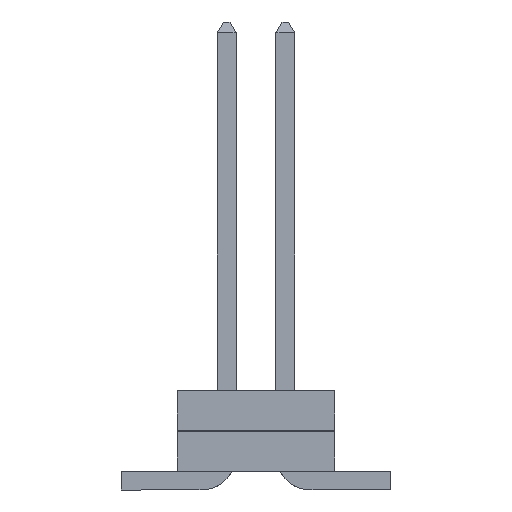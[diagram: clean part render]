
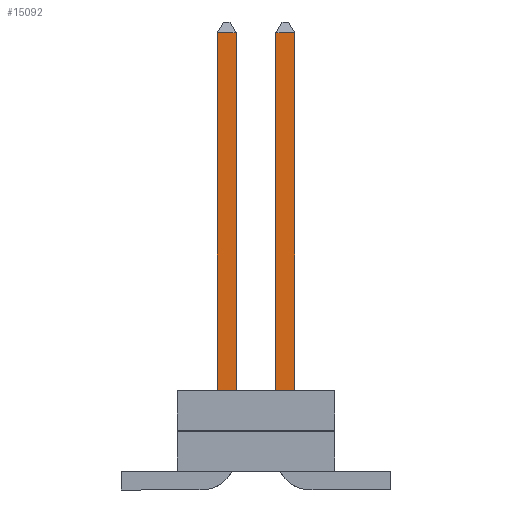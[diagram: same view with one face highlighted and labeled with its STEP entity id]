
A CAD part, left-side view. The second image highlights one B-rep face of the part: STEP entity #15092.
In plain terms, the highlighted planar face has unit normal (-1, 0, 0).
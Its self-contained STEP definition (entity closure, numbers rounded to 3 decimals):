
#221 = VERTEX_POINT('',#222);
#222 = CARTESIAN_POINT('',(-31.318,9.525,0.838));
#2183 = VERTEX_POINT('',#2184);
#2184 = CARTESIAN_POINT('',(-31.318,9.525,-0.838));
#5660 = VERTEX_POINT('',#5661);
#5661 = CARTESIAN_POINT('',(-31.318,9.525,-0.432));
#7181 = VERTEX_POINT('',#7182);
#7182 = CARTESIAN_POINT('',(-31.318,9.525,0.432));
#10265 = EDGE_CURVE('',#221,#10266,#10268,.T.);
#10266 = VERTEX_POINT('',#10267);
#10267 = CARTESIAN_POINT('',(-31.318,0.301,0.838));
#10268 = LINE('',#10269,#10270);
#10269 = CARTESIAN_POINT('',(-31.318,9.525,0.838));
#10270 = VECTOR('',#10271,1.);
#10271 = DIRECTION('',(0.,-1.,0.));
#11423 = EDGE_CURVE('',#10266,#11424,#11426,.T.);
#11424 = VERTEX_POINT('',#11425);
#11425 = CARTESIAN_POINT('',(-31.318,0.301,-0.838));
#11426 = LINE('',#11427,#11428);
#11427 = CARTESIAN_POINT('',(-31.318,0.301,0.838));
#11428 = VECTOR('',#11429,1.);
#11429 = DIRECTION('',(0.,0.,-1.));
#12588 = EDGE_CURVE('',#11424,#2183,#12589,.T.);
#12589 = LINE('',#12590,#12591);
#12590 = CARTESIAN_POINT('',(-31.318,0.301,-0.838));
#12591 = VECTOR('',#12592,1.);
#12592 = DIRECTION('',(0.,1.,0.));
#12705 = EDGE_CURVE('',#5660,#12706,#12708,.T.);
#12706 = VERTEX_POINT('',#12707);
#12707 = CARTESIAN_POINT('',(-31.318,0.555,-0.432));
#12708 = LINE('',#12709,#12710);
#12709 = CARTESIAN_POINT('',(-31.318,9.525,-0.432));
#12710 = VECTOR('',#12711,1.);
#12711 = DIRECTION('',(0.,-1.,0.));
#13863 = EDGE_CURVE('',#12706,#13864,#13866,.T.);
#13864 = VERTEX_POINT('',#13865);
#13865 = CARTESIAN_POINT('',(-31.318,0.555,0.432));
#13866 = LINE('',#13867,#13868);
#13867 = CARTESIAN_POINT('',(-31.318,0.555,-0.432));
#13868 = VECTOR('',#13869,1.);
#13869 = DIRECTION('',(0.,0.,1.));
#15028 = EDGE_CURVE('',#13864,#7181,#15029,.T.);
#15029 = LINE('',#15030,#15031);
#15030 = CARTESIAN_POINT('',(-31.318,0.555,0.432));
#15031 = VECTOR('',#15032,1.);
#15032 = DIRECTION('',(0.,1.,0.));
#15092 = ADVANCED_FACE('',(#15093),#15113,.F.);
#15093 = FACE_BOUND('',#15094,.T.);
#15094 = EDGE_LOOP('',(#15095,#15096,#15097,#15103,#15104,#15105,#15106,
    #15112));
#15095 = ORIENTED_EDGE('',*,*,#11423,.F.);
#15096 = ORIENTED_EDGE('',*,*,#10265,.F.);
#15097 = ORIENTED_EDGE('',*,*,#15098,.T.);
#15098 = EDGE_CURVE('',#221,#7181,#15099,.T.);
#15099 = LINE('',#15100,#15101);
#15100 = CARTESIAN_POINT('',(-31.318,9.525,0.));
#15101 = VECTOR('',#15102,1.);
#15102 = DIRECTION('',(0.,0.,-1.));
#15103 = ORIENTED_EDGE('',*,*,#15028,.F.);
#15104 = ORIENTED_EDGE('',*,*,#13863,.F.);
#15105 = ORIENTED_EDGE('',*,*,#12705,.F.);
#15106 = ORIENTED_EDGE('',*,*,#15107,.T.);
#15107 = EDGE_CURVE('',#5660,#2183,#15108,.T.);
#15108 = LINE('',#15109,#15110);
#15109 = CARTESIAN_POINT('',(-31.318,9.525,0.));
#15110 = VECTOR('',#15111,1.);
#15111 = DIRECTION('',(0.,0.,-1.));
#15112 = ORIENTED_EDGE('',*,*,#12588,.F.);
#15113 = PLANE('',#15114);
#15114 = AXIS2_PLACEMENT_3D('',#15115,#15116,#15117);
#15115 = CARTESIAN_POINT('',(-31.318,0.,0.));
#15116 = DIRECTION('',(1.,0.,0.));
#15117 = DIRECTION('',(0.,0.,-1.));
